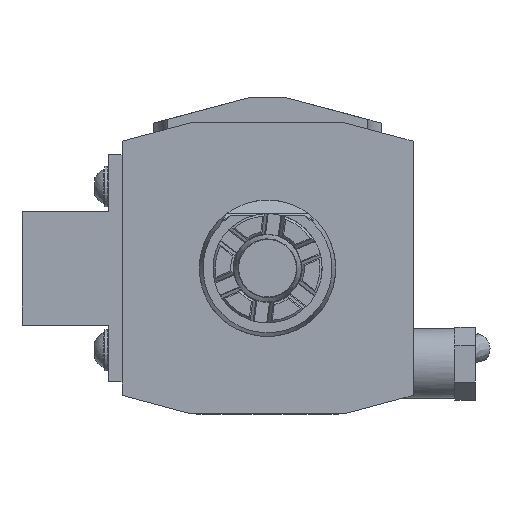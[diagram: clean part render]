
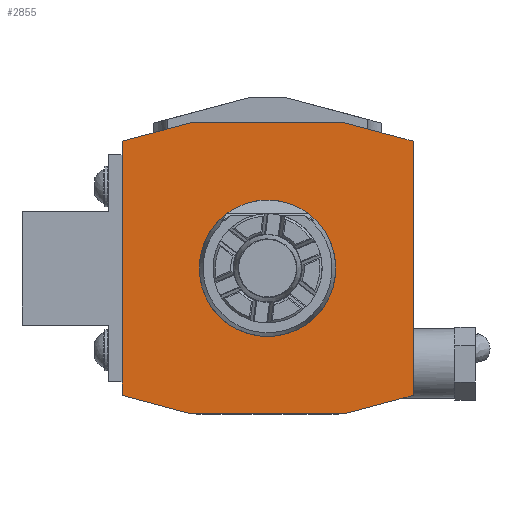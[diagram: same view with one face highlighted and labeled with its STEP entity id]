
A CAD part, front view. The second image highlights one B-rep face of the part: STEP entity #2855.
In plain terms, the highlighted planar face has unit normal (0, -1, 0).
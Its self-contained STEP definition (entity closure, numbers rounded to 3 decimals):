
#85 = VECTOR ( 'NONE', #1429, 1000. ) ;
#809 = VECTOR ( 'NONE', #32041, 1000. ) ;
#1325 = LINE ( 'NONE', #29853, #14885 ) ;
#1372 = ORIENTED_EDGE ( 'NONE', *, *, #23244, .T. ) ;
#1429 = DIRECTION ( 'NONE',  ( -1., 0., 0. ) ) ;
#2119 = ORIENTED_EDGE ( 'NONE', *, *, #7508, .T. ) ;
#2439 = AXIS2_PLACEMENT_3D ( 'NONE', #10778, #5045, #4277 ) ;
#2541 = CARTESIAN_POINT ( 'NONE',  ( 32., 0., -27.969 ) ) ;
#2855 = ADVANCED_FACE ( 'Defeature completata2_61', ( #24773, #10029 ), #7149, .T. ) ;
#2860 = CARTESIAN_POINT ( 'NONE',  ( -32., 0., 45. ) ) ;
#3066 = VECTOR ( 'NONE', #30161, 1000. ) ;
#3173 = VECTOR ( 'NONE', #36700, 1000. ) ;
#3532 = LINE ( 'NONE', #23650, #3066 ) ;
#4277 = DIRECTION ( 'NONE',  ( 0., 0., -1. ) ) ;
#5045 = DIRECTION ( 'NONE',  ( 0., -1., 0. ) ) ;
#5453 = CARTESIAN_POINT ( 'NONE',  ( -32., 0., -27.969 ) ) ;
#6491 = DIRECTION ( 'NONE',  ( 0.966, 0., 0.259 ) ) ;
#6570 = EDGE_LOOP ( 'NONE', ( #1372 ) ) ;
#6632 = ORIENTED_EDGE ( 'NONE', *, *, #28675, .T. ) ;
#7073 = EDGE_LOOP ( 'NONE', ( #13188, #2119, #28101, #16954, #33284, #11830, #8708, #25335, #15756, #6632 ) ) ;
#7149 = PLANE ( 'NONE',  #2439 ) ;
#7267 = VERTEX_POINT ( 'NONE', #8269 ) ;
#7385 = EDGE_CURVE ( 'NONE', #27181, #7816, #34529, .T. ) ;
#7508 = EDGE_CURVE ( 'NONE', #31183, #35890, #37338, .T. ) ;
#7816 = VERTEX_POINT ( 'NONE', #27426 ) ;
#7967 = CARTESIAN_POINT ( 'NONE',  ( 0., 0., 15. ) ) ;
#8269 = CARTESIAN_POINT ( 'NONE',  ( -32., 0., -25. ) ) ;
#8708 = ORIENTED_EDGE ( 'NONE', *, *, #10416, .T. ) ;
#8864 = LINE ( 'NONE', #17305, #24072 ) ;
#10029 = FACE_OUTER_BOUND ( 'NONE', #7073, .T. ) ;
#10403 = LINE ( 'NONE', #10788, #85 ) ;
#10416 = EDGE_CURVE ( 'NONE', #31599, #27181, #21806, .T. ) ;
#10778 = CARTESIAN_POINT ( 'NONE',  ( 0., 0., 45. ) ) ;
#10788 = CARTESIAN_POINT ( 'NONE',  ( 0., 0., 32. ) ) ;
#10990 = AXIS2_PLACEMENT_3D ( 'NONE', #11862, #32361, #14707 ) ;
#11707 = CARTESIAN_POINT ( 'NONE',  ( 32., 0., 45. ) ) ;
#11830 = ORIENTED_EDGE ( 'NONE', *, *, #19134, .T. ) ;
#11862 = CARTESIAN_POINT ( 'NONE',  ( 0., 0., 0. ) ) ;
#13188 = ORIENTED_EDGE ( 'NONE', *, *, #17786, .T. ) ;
#13518 = CARTESIAN_POINT ( 'NONE',  ( 16.955, 0., 32. ) ) ;
#14336 = CARTESIAN_POINT ( 'NONE',  ( 16.955, 0., -32. ) ) ;
#14707 = DIRECTION ( 'NONE',  ( 0., 0., 1. ) ) ;
#14885 = VECTOR ( 'NONE', #24297, 1000. ) ;
#15165 = EDGE_CURVE ( 'NONE', #27784, #23829, #25686, .T. ) ;
#15756 = ORIENTED_EDGE ( 'NONE', *, *, #20662, .T. ) ;
#15926 = VECTOR ( 'NONE', #24680, 1000. ) ;
#16358 = EDGE_CURVE ( 'NONE', #35890, #7267, #22140, .T. ) ;
#16631 = LINE ( 'NONE', #19335, #15926 ) ;
#16954 = ORIENTED_EDGE ( 'NONE', *, *, #18173, .T. ) ;
#17305 = CARTESIAN_POINT ( 'NONE',  ( 2.114, 0., 37.11 ) ) ;
#17786 = EDGE_CURVE ( 'NONE', #23921, #31183, #8864, .T. ) ;
#18173 = EDGE_CURVE ( 'NONE', #7267, #27784, #1325, .T. ) ;
#18761 = CARTESIAN_POINT ( 'NONE',  ( 20.386, 0., -31.081 ) ) ;
#19134 = EDGE_CURVE ( 'NONE', #23829, #31599, #16631, .T. ) ;
#19335 = CARTESIAN_POINT ( 'NONE',  ( 0., 0., -32. ) ) ;
#19609 = CIRCLE ( 'NONE', #10990, 15. ) ;
#19749 = DIRECTION ( 'NONE',  ( 0., 0., -1. ) ) ;
#20662 = EDGE_CURVE ( 'NONE', #7816, #35936, #3532, .T. ) ;
#21540 = VECTOR ( 'NONE', #19749, 1000. ) ;
#21699 = CARTESIAN_POINT ( 'NONE',  ( -16.955, 0., 32. ) ) ;
#21806 = LINE ( 'NONE', #18761, #31487 ) ;
#22140 = LINE ( 'NONE', #27469, #3173 ) ;
#22627 = CARTESIAN_POINT ( 'NONE',  ( -32., 0., 27.969 ) ) ;
#23244 = EDGE_CURVE ( 'NONE', #25406, #25406, #19609, .T. ) ;
#23650 = CARTESIAN_POINT ( 'NONE',  ( -2.114, 0., 37.11 ) ) ;
#23829 = VERTEX_POINT ( 'NONE', #28993 ) ;
#23921 = VERTEX_POINT ( 'NONE', #21699 ) ;
#24072 = VECTOR ( 'NONE', #26654, 1000. ) ;
#24297 = DIRECTION ( 'NONE',  ( 0., 0., -1. ) ) ;
#24680 = DIRECTION ( 'NONE',  ( 1., 0., 0. ) ) ;
#24773 = FACE_BOUND ( 'NONE', #6570, .T. ) ;
#25335 = ORIENTED_EDGE ( 'NONE', *, *, #7385, .T. ) ;
#25406 = VERTEX_POINT ( 'NONE', #7967 ) ;
#25514 = CARTESIAN_POINT ( 'NONE',  ( -20.386, 0., -31.081 ) ) ;
#25686 = LINE ( 'NONE', #25514, #36157 ) ;
#26654 = DIRECTION ( 'NONE',  ( -0.966, 0., -0.259 ) ) ;
#27181 = VERTEX_POINT ( 'NONE', #2541 ) ;
#27426 = CARTESIAN_POINT ( 'NONE',  ( 32., 0., 27.969 ) ) ;
#27469 = CARTESIAN_POINT ( 'NONE',  ( -32., 0., 45. ) ) ;
#27784 = VERTEX_POINT ( 'NONE', #5453 ) ;
#28101 = ORIENTED_EDGE ( 'NONE', *, *, #16358, .T. ) ;
#28675 = EDGE_CURVE ( 'NONE', #35936, #23921, #10403, .T. ) ;
#28993 = CARTESIAN_POINT ( 'NONE',  ( -16.955, 0., -32. ) ) ;
#29111 = CARTESIAN_POINT ( 'NONE',  ( -32., 0., 25. ) ) ;
#29853 = CARTESIAN_POINT ( 'NONE',  ( -32., 0., 45. ) ) ;
#30161 = DIRECTION ( 'NONE',  ( -0.966, 0., 0.259 ) ) ;
#31183 = VERTEX_POINT ( 'NONE', #22627 ) ;
#31487 = VECTOR ( 'NONE', #6491, 1000. ) ;
#31599 = VERTEX_POINT ( 'NONE', #14336 ) ;
#32041 = DIRECTION ( 'NONE',  ( 0., 0., 1. ) ) ;
#32361 = DIRECTION ( 'NONE',  ( 0., 1., 0. ) ) ;
#33284 = ORIENTED_EDGE ( 'NONE', *, *, #15165, .T. ) ;
#34529 = LINE ( 'NONE', #11707, #809 ) ;
#35890 = VERTEX_POINT ( 'NONE', #29111 ) ;
#35936 = VERTEX_POINT ( 'NONE', #13518 ) ;
#36157 = VECTOR ( 'NONE', #37209, 1000. ) ;
#36700 = DIRECTION ( 'NONE',  ( 0., 0., -1. ) ) ;
#37209 = DIRECTION ( 'NONE',  ( 0.966, 0., -0.259 ) ) ;
#37338 = LINE ( 'NONE', #2860, #21540 ) ;
